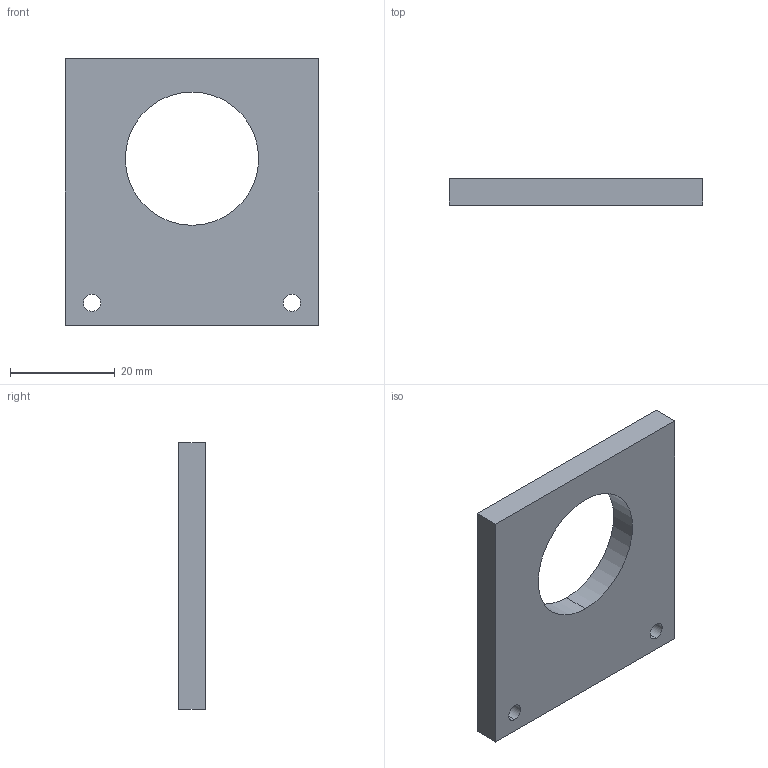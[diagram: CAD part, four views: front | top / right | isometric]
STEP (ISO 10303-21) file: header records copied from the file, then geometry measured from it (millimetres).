
FILE_DESCRIPTION (( 'STEP AP203' ), '1' );
FILE_NAME ('18496-E0W.STEP', '2019-01-21T21:25:50', ( '' ), ( '' ), 'SwSTEP 2.0', 'SolidWorks 2018', '' );
FILE_SCHEMA (( 'CONFIG_CONTROL_DESIGN' ));
Length unit declared in the file: inch
Products named in the file (1): 18496-E0W
Bounding box: 48.26 x 5.08 x 50.8 mm (x, y, z)
Volume: 9754.7 mm3; surface area: 5360.2 mm2
Topology: 1 solids, 1 shells, 44 faces, 271 edges, 257 vertices
Faces by surface type: plane 34, cylinder 6, cone 4
Entity records: 3726 total; most frequent: CARTESIAN_POINT 1515, ORIENTED_EDGE 542, DIRECTION 302, EDGE_CURVE 271, VERTEX_POINT 257, VECTOR 180, LINE 180, EDGE_LOOP 78
